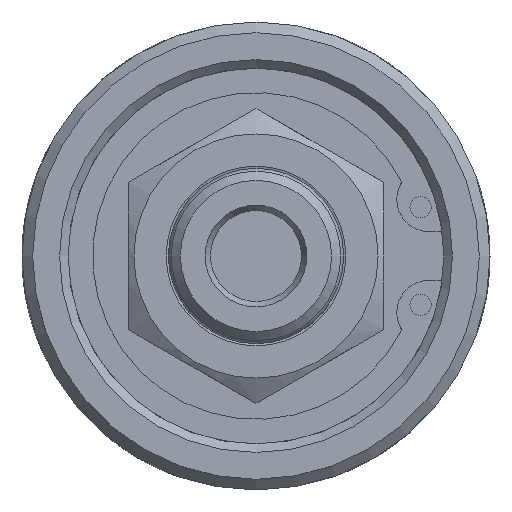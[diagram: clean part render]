
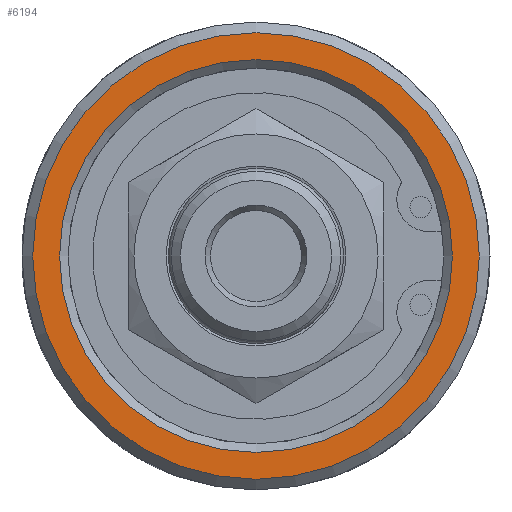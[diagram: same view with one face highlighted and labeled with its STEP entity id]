
A CAD part, left-side view. The second image highlights one B-rep face of the part: STEP entity #6194.
In plain terms, the highlighted planar face has unit normal (-1, 0, 0).
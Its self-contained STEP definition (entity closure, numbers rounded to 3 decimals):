
#627=FACE_BOUND('',#1906,.T.);
#1413=PLANE('',#6607);
#1538=FACE_OUTER_BOUND('',#1905,.T.);
#1905=EDGE_LOOP('',(#4216));
#1906=EDGE_LOOP('',(#4217));
#2324=CIRCLE('',#6597,20.85);
#2331=CIRCLE('',#6608,18.34);
#2565=VERTEX_POINT('',#8534);
#2571=VERTEX_POINT('',#8554);
#3222=EDGE_CURVE('',#2565,#2565,#2324,.T.);
#3231=EDGE_CURVE('',#2571,#2571,#2331,.T.);
#4216=ORIENTED_EDGE('',*,*,#3222,.F.);
#4217=ORIENTED_EDGE('',*,*,#3231,.F.);
#6194=ADVANCED_FACE('',(#1538,#627),#1413,.T.);
#6597=AXIS2_PLACEMENT_3D('',#8536,#7109,#7110);
#6607=AXIS2_PLACEMENT_3D('',#8553,#7131,#7132);
#6608=AXIS2_PLACEMENT_3D('',#8555,#7133,#7134);
#7109=DIRECTION('center_axis',(1.,0.,0.));
#7110=DIRECTION('ref_axis',(0.,-1.,0.));
#7131=DIRECTION('center_axis',(-1.,0.,0.));
#7132=DIRECTION('ref_axis',(0.,0.,1.));
#7133=DIRECTION('center_axis',(-1.,0.,0.));
#7134=DIRECTION('ref_axis',(0.,-1.,0.));
#8534=CARTESIAN_POINT('',(0.,20.85,0.));
#8536=CARTESIAN_POINT('Origin',(0.,0.,0.));
#8553=CARTESIAN_POINT('Origin',(0.,10.925,0.));
#8554=CARTESIAN_POINT('',(0.,18.34,0.));
#8555=CARTESIAN_POINT('Origin',(0.,0.,0.));
